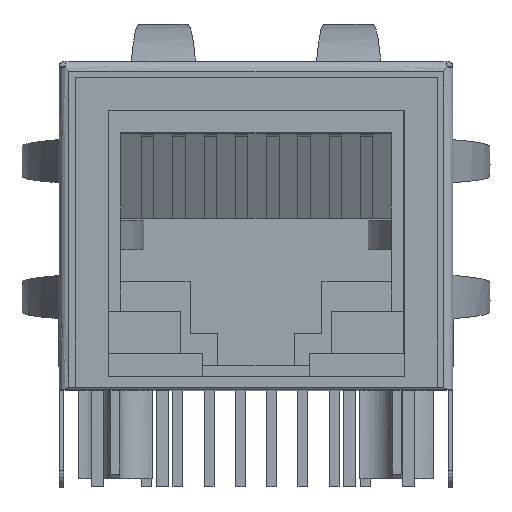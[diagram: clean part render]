
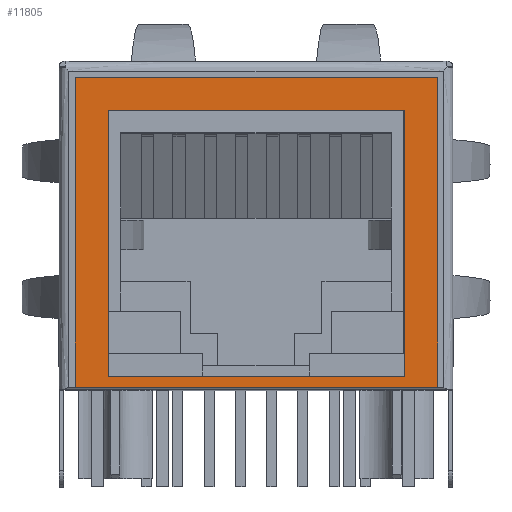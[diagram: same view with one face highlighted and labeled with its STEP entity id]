
A CAD part, top view. The second image highlights one B-rep face of the part: STEP entity #11805.
In plain terms, the highlighted planar face has unit normal (0, 0, 1).
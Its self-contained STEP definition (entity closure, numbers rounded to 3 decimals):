
#677 = LINE ( 'NONE', #21901, #11562 ) ;
#716 = ORIENTED_EDGE ( 'NONE', *, *, #4095, .T. ) ;
#1143 = CARTESIAN_POINT ( 'NONE',  ( -7.347, 12.986, 0. ) ) ;
#1558 = LINE ( 'NONE', #1143, #24226 ) ;
#2369 = DIRECTION ( 'NONE',  ( 0., -1., 0. ) ) ;
#2643 = DIRECTION ( 'NONE',  ( 1., 0., 0. ) ) ;
#3147 = VERTEX_POINT ( 'NONE', #3286 ) ;
#3286 = CARTESIAN_POINT ( 'NONE',  ( 6.028, 0.819, 0. ) ) ;
#3921 = LINE ( 'NONE', #18389, #5337 ) ;
#4095 = EDGE_CURVE ( 'NONE', #26274, #7433, #1558, .T. ) ;
#4145 = PLANE ( 'NONE',  #17353 ) ;
#4427 = DIRECTION ( 'NONE',  ( 0., -1., 0. ) ) ;
#4865 = VERTEX_POINT ( 'NONE', #17283 ) ;
#5153 = ORIENTED_EDGE ( 'NONE', *, *, #27476, .T. ) ;
#5337 = VECTOR ( 'NONE', #18479, 1000. ) ;
#5830 = ORIENTED_EDGE ( 'NONE', *, *, #27107, .T. ) ;
#5906 = EDGE_LOOP ( 'NONE', ( #5153, #5830, #716, #7179 ) ) ;
#6369 = CARTESIAN_POINT ( 'NONE',  ( 20.071, 12.986, 0. ) ) ;
#6445 = VECTOR ( 'NONE', #16734, 1000. ) ;
#7179 = ORIENTED_EDGE ( 'NONE', *, *, #15514, .F. ) ;
#7433 = VERTEX_POINT ( 'NONE', #21976 ) ;
#7457 = DIRECTION ( 'NONE',  ( 0., 1., 0. ) ) ;
#7744 = VERTEX_POINT ( 'NONE', #25743 ) ;
#9016 = VERTEX_POINT ( 'NONE', #13755 ) ;
#9042 = CARTESIAN_POINT ( 'NONE',  ( -6., 0.819, 0. ) ) ;
#9511 = VECTOR ( 'NONE', #7457, 1000. ) ;
#9574 = ORIENTED_EDGE ( 'NONE', *, *, #13175, .T. ) ;
#9994 = VERTEX_POINT ( 'NONE', #9042 ) ;
#10039 = VECTOR ( 'NONE', #2369, 1000. ) ;
#10719 = LINE ( 'NONE', #15532, #10039 ) ;
#10744 = DIRECTION ( 'NONE',  ( -1., 0., 0. ) ) ;
#11127 = VECTOR ( 'NONE', #4427, 1000. ) ;
#11562 = VECTOR ( 'NONE', #19666, 1000. ) ;
#11805 = ADVANCED_FACE ( 'NONE', ( #25297, #14216 ), #4145, .F. ) ;
#12289 = CARTESIAN_POINT ( 'NONE',  ( -7.347, 12.986, 0. ) ) ;
#13175 = EDGE_CURVE ( 'NONE', #4865, #3147, #10719, .T. ) ;
#13755 = CARTESIAN_POINT ( 'NONE',  ( 7.375, 0.401, 0. ) ) ;
#13858 = LINE ( 'NONE', #15173, #11127 ) ;
#13890 = VERTEX_POINT ( 'NONE', #22708 ) ;
#14216 = FACE_OUTER_BOUND ( 'NONE', #5906, .T. ) ;
#15173 = CARTESIAN_POINT ( 'NONE',  ( -6., 0., 0. ) ) ;
#15296 = LINE ( 'NONE', #16148, #9511 ) ;
#15353 = ORIENTED_EDGE ( 'NONE', *, *, #18338, .F. ) ;
#15514 = EDGE_CURVE ( 'NONE', #9016, #7433, #677, .T. ) ;
#15532 = CARTESIAN_POINT ( 'NONE',  ( 6.028, 0., 0. ) ) ;
#16069 = ORIENTED_EDGE ( 'NONE', *, *, #21718, .T. ) ;
#16148 = CARTESIAN_POINT ( 'NONE',  ( 7.375, 12.986, 0. ) ) ;
#16734 = DIRECTION ( 'NONE',  ( -1., 0., 0. ) ) ;
#17059 = EDGE_CURVE ( 'NONE', #7744, #9994, #13858, .T. ) ;
#17283 = CARTESIAN_POINT ( 'NONE',  ( 6.028, 11.643, 0. ) ) ;
#17353 = AXIS2_PLACEMENT_3D ( 'NONE', #6369, #23928, #10744 ) ;
#18036 = LINE ( 'NONE', #12289, #6445 ) ;
#18338 = EDGE_CURVE ( 'NONE', #9994, #3147, #27234, .T. ) ;
#18389 = CARTESIAN_POINT ( 'NONE',  ( 0., 11.643, 0. ) ) ;
#18479 = DIRECTION ( 'NONE',  ( 1., 0., 0. ) ) ;
#19666 = DIRECTION ( 'NONE',  ( -1., 0., 0. ) ) ;
#21718 = EDGE_CURVE ( 'NONE', #7744, #4865, #3921, .T. ) ;
#21901 = CARTESIAN_POINT ( 'NONE',  ( 20.071, 0.401, 0. ) ) ;
#21976 = CARTESIAN_POINT ( 'NONE',  ( -7.347, 0.401, 0. ) ) ;
#22002 = EDGE_LOOP ( 'NONE', ( #9574, #15353, #27136, #16069 ) ) ;
#22708 = CARTESIAN_POINT ( 'NONE',  ( 7.375, 12.986, 0. ) ) ;
#23928 = DIRECTION ( 'NONE',  ( 0., 0., -1. ) ) ;
#24226 = VECTOR ( 'NONE', #25314, 1000. ) ;
#25297 = FACE_BOUND ( 'NONE', #22002, .T. ) ;
#25314 = DIRECTION ( 'NONE',  ( 0., -1., 0. ) ) ;
#25743 = CARTESIAN_POINT ( 'NONE',  ( -6., 11.643, 0. ) ) ;
#26274 = VERTEX_POINT ( 'NONE', #26478 ) ;
#26478 = CARTESIAN_POINT ( 'NONE',  ( -7.347, 12.986, 0. ) ) ;
#26712 = CARTESIAN_POINT ( 'NONE',  ( 0., 0.819, 0. ) ) ;
#27107 = EDGE_CURVE ( 'NONE', #13890, #26274, #18036, .T. ) ;
#27136 = ORIENTED_EDGE ( 'NONE', *, *, #17059, .F. ) ;
#27234 = LINE ( 'NONE', #26712, #27914 ) ;
#27476 = EDGE_CURVE ( 'NONE', #9016, #13890, #15296, .T. ) ;
#27914 = VECTOR ( 'NONE', #2643, 1000. ) ;
